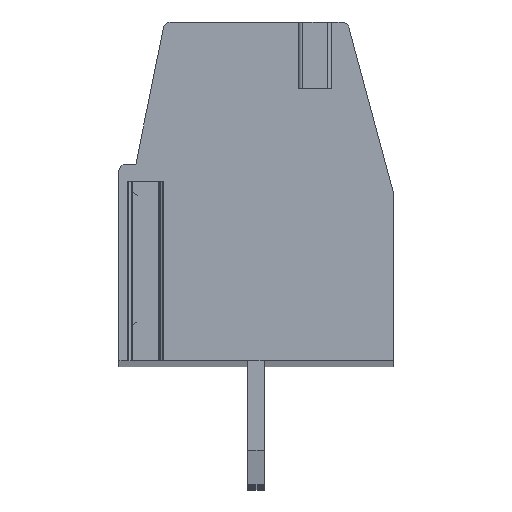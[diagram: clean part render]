
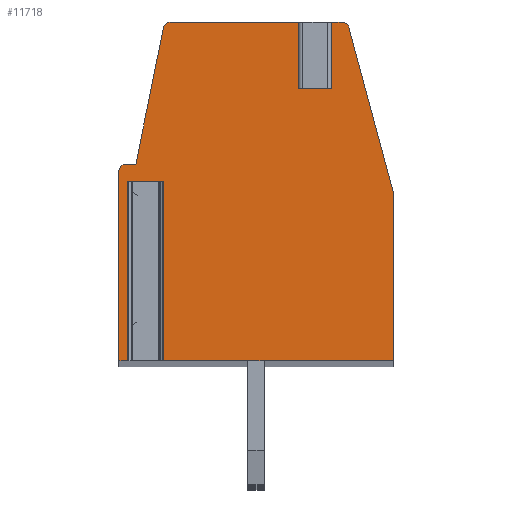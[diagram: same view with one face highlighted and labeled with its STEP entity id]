
A CAD part, top view. The second image highlights one B-rep face of the part: STEP entity #11718.
In plain terms, the highlighted planar face has unit normal (0, 0, 1).
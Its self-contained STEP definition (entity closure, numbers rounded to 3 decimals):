
#13=DIRECTION('',(-1.,0.,0.));
#14=VECTOR('',#13,1.07);
#15=CARTESIAN_POINT('',(-2.72,0.3,99.06));
#16=LINE('',#15,#14);
#17=DIRECTION('',(0.,-1.,0.));
#18=VECTOR('',#17,5.3);
#19=CARTESIAN_POINT('',(-3.79,0.3,99.06));
#20=LINE('',#19,#18);
#21=DIRECTION('',(1.,0.,0.));
#22=VECTOR('',#21,0.26);
#23=CARTESIAN_POINT('',(-4.05,-5.,99.06));
#24=LINE('',#23,#22);
#25=DIRECTION('',(0.,-1.,0.));
#26=VECTOR('',#25,5.6);
#27=CARTESIAN_POINT('',(-4.05,0.6,99.06));
#28=LINE('',#27,#26);
#29=CARTESIAN_POINT('',(-3.85,0.6,99.06));
#30=DIRECTION('',(0.,0.,1.));
#31=DIRECTION('',(0.,1.,0.));
#32=AXIS2_PLACEMENT_3D('',#29,#30,#31);
#34=DIRECTION('',(-1.,0.,0.));
#35=VECTOR('',#34,0.3);
#36=CARTESIAN_POINT('',(-3.55,0.8,99.06));
#37=LINE('',#36,#35);
#38=DIRECTION('',(-0.198,-0.98,0.));
#39=VECTOR('',#38,4.122);
#40=CARTESIAN_POINT('',(-2.732,4.84,99.06));
#41=LINE('',#40,#39);
#42=CARTESIAN_POINT('',(-2.536,4.8,99.06));
#43=DIRECTION('',(0.,0.,1.));
#44=DIRECTION('',(0.,1.,0.));
#45=AXIS2_PLACEMENT_3D('',#42,#43,#44);
#47=DIRECTION('',(-1.,0.,0.));
#48=VECTOR('',#47,3.981);
#49=CARTESIAN_POINT('',(1.445,5.,99.06));
#50=LINE('',#49,#48);
#51=DIRECTION('',(0.,-1.,0.));
#52=VECTOR('',#51,1.95);
#53=CARTESIAN_POINT('',(1.445,5.,99.06));
#54=LINE('',#53,#52);
#55=DIRECTION('',(-1.,0.,0.));
#56=VECTOR('',#55,0.6);
#57=CARTESIAN_POINT('',(2.045,3.05,99.06));
#58=LINE('',#57,#56);
#59=DIRECTION('',(0.,-1.,0.));
#60=VECTOR('',#59,1.95);
#61=CARTESIAN_POINT('',(2.045,5.,99.06));
#62=LINE('',#61,#60);
#63=DIRECTION('',(-1.,0.,0.));
#64=VECTOR('',#63,0.502);
#65=CARTESIAN_POINT('',(2.547,5.,99.06));
#66=LINE('',#65,#64);
#67=CARTESIAN_POINT('',(2.547,4.8,99.06));
#68=DIRECTION('',(0.,0.,1.));
#69=DIRECTION('',(0.965,0.261,0.));
#70=AXIS2_PLACEMENT_3D('',#67,#68,#69);
#72=DIRECTION('',(-0.261,0.965,0.));
#73=VECTOR('',#72,5.026);
#74=CARTESIAN_POINT('',(4.05,0.,99.06));
#75=LINE('',#74,#73);
#76=DIRECTION('',(0.,1.,0.));
#77=VECTOR('',#76,5.);
#78=CARTESIAN_POINT('',(4.05,-5.,99.06));
#79=LINE('',#78,#77);
#80=DIRECTION('',(1.,0.,0.));
#81=VECTOR('',#80,6.77);
#82=CARTESIAN_POINT('',(-2.72,-5.,99.06));
#83=LINE('',#82,#81);
#84=DIRECTION('',(0.,-1.,0.));
#85=VECTOR('',#84,5.3);
#86=CARTESIAN_POINT('',(-2.72,0.3,99.06));
#87=LINE('',#86,#85);
#9155=CARTESIAN_POINT('',(4.05,0.,99.06));
#9156=CARTESIAN_POINT('',(2.74,4.852,99.06));
#9157=VERTEX_POINT('',#9155);
#9158=VERTEX_POINT('',#9156);
#9159=CARTESIAN_POINT('',(2.547,5.,99.06));
#9160=VERTEX_POINT('',#9159);
#9161=CARTESIAN_POINT('',(-2.536,5.,99.06));
#9162=CARTESIAN_POINT('',(-2.732,4.84,99.06));
#9163=VERTEX_POINT('',#9161);
#9164=VERTEX_POINT('',#9162);
#9165=CARTESIAN_POINT('',(-3.55,0.8,99.06));
#9166=VERTEX_POINT('',#9165);
#9167=CARTESIAN_POINT('',(-3.85,0.8,99.06));
#9168=VERTEX_POINT('',#9167);
#9169=CARTESIAN_POINT('',(-4.05,0.6,99.06));
#9170=VERTEX_POINT('',#9169);
#9171=CARTESIAN_POINT('',(-4.05,-5.,99.06));
#9172=VERTEX_POINT('',#9171);
#9173=CARTESIAN_POINT('',(4.05,-5.,99.06));
#9174=VERTEX_POINT('',#9173);
#9235=CARTESIAN_POINT('',(2.045,3.05,99.06));
#9236=CARTESIAN_POINT('',(1.445,3.05,99.06));
#9237=VERTEX_POINT('',#9235);
#9238=VERTEX_POINT('',#9236);
#9239=CARTESIAN_POINT('',(1.445,5.,99.06));
#9240=VERTEX_POINT('',#9239);
#9241=CARTESIAN_POINT('',(2.045,5.,99.06));
#9242=VERTEX_POINT('',#9241);
#9255=CARTESIAN_POINT('',(-2.72,0.3,99.06));
#9256=CARTESIAN_POINT('',(-3.79,0.3,99.06));
#9257=VERTEX_POINT('',#9255);
#9258=VERTEX_POINT('',#9256);
#9259=CARTESIAN_POINT('',(-2.72,-5.,99.06));
#9260=VERTEX_POINT('',#9259);
#9261=CARTESIAN_POINT('',(-3.79,-5.,99.06));
#9262=VERTEX_POINT('',#9261);
#11675=CARTESIAN_POINT('',(0.,0.,99.06));
#11676=DIRECTION('',(0.,0.,1.));
#11677=DIRECTION('',(1.,0.,0.));
#11678=AXIS2_PLACEMENT_3D('',#11675,#11676,#11677);
#11679=PLANE('',#11678);
#11681=ORIENTED_EDGE('',*,*,#11680,.T.);
#11683=ORIENTED_EDGE('',*,*,#11682,.T.);
#11685=ORIENTED_EDGE('',*,*,#11684,.F.);
#11687=ORIENTED_EDGE('',*,*,#11686,.F.);
#11689=ORIENTED_EDGE('',*,*,#11688,.F.);
#11691=ORIENTED_EDGE('',*,*,#11690,.F.);
#11693=ORIENTED_EDGE('',*,*,#11692,.F.);
#11695=ORIENTED_EDGE('',*,*,#11694,.F.);
#11697=ORIENTED_EDGE('',*,*,#11696,.F.);
#11699=ORIENTED_EDGE('',*,*,#11698,.T.);
#11701=ORIENTED_EDGE('',*,*,#11700,.F.);
#11703=ORIENTED_EDGE('',*,*,#11702,.F.);
#11705=ORIENTED_EDGE('',*,*,#11704,.F.);
#11707=ORIENTED_EDGE('',*,*,#11706,.F.);
#11709=ORIENTED_EDGE('',*,*,#11708,.F.);
#11711=ORIENTED_EDGE('',*,*,#11710,.F.);
#11713=ORIENTED_EDGE('',*,*,#11712,.F.);
#11715=ORIENTED_EDGE('',*,*,#11714,.F.);
#11716=EDGE_LOOP('',(#11681,#11683,#11685,#11687,#11689,#11691,#11693,#11695,
#11697,#11699,#11701,#11703,#11705,#11707,#11709,#11711,#11713,#11715));
#11717=FACE_OUTER_BOUND('',#11716,.F.);
#33=CIRCLE('',#32,0.2);
#46=CIRCLE('',#45,0.2);
#71=CIRCLE('',#70,0.2);
#11680=EDGE_CURVE('',#9257,#9258,#16,.T.);
#11682=EDGE_CURVE('',#9258,#9262,#20,.T.);
#11684=EDGE_CURVE('',#9172,#9262,#24,.T.);
#11686=EDGE_CURVE('',#9170,#9172,#28,.T.);
#11688=EDGE_CURVE('',#9168,#9170,#33,.T.);
#11690=EDGE_CURVE('',#9166,#9168,#37,.T.);
#11692=EDGE_CURVE('',#9164,#9166,#41,.T.);
#11694=EDGE_CURVE('',#9163,#9164,#46,.T.);
#11696=EDGE_CURVE('',#9240,#9163,#50,.T.);
#11698=EDGE_CURVE('',#9240,#9238,#54,.T.);
#11700=EDGE_CURVE('',#9237,#9238,#58,.T.);
#11702=EDGE_CURVE('',#9242,#9237,#62,.T.);
#11704=EDGE_CURVE('',#9160,#9242,#66,.T.);
#11706=EDGE_CURVE('',#9158,#9160,#71,.T.);
#11708=EDGE_CURVE('',#9157,#9158,#75,.T.);
#11710=EDGE_CURVE('',#9174,#9157,#79,.T.);
#11712=EDGE_CURVE('',#9260,#9174,#83,.T.);
#11714=EDGE_CURVE('',#9257,#9260,#87,.T.);
#11718=ADVANCED_FACE('',(#11717),#11679,.T.);
